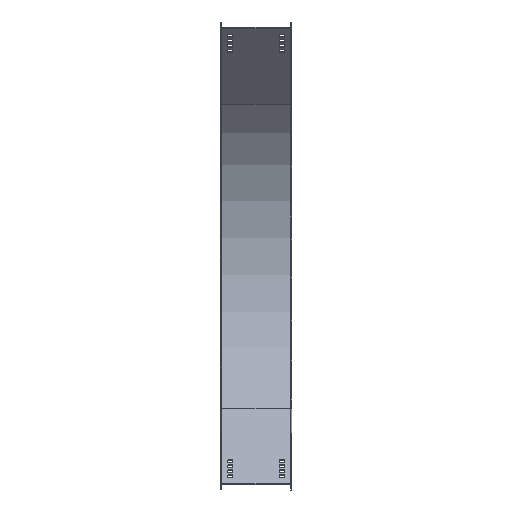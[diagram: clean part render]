
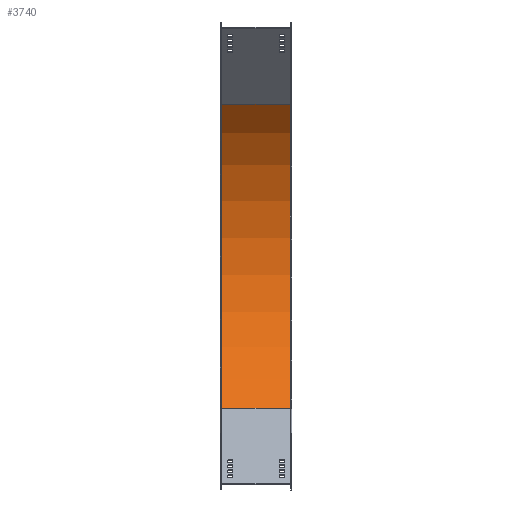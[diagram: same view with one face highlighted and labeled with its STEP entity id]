
A CAD part, top view. The second image highlights one B-rep face of the part: STEP entity #3740.
In plain terms, the highlighted cylindrical face has radius 500 mm (diameter 1000 mm), a partial arc.
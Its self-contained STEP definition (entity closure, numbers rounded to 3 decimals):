
#801=CARTESIAN_POINT('',(-182.75,-997.963,502.5));
#802=DIRECTION('',(-1.,0.,0.));
#803=DIRECTION('',(0.,1.,0.));
#804=AXIS2_PLACEMENT_3D('',#801,#802,#803);
#1183=CARTESIAN_POINT('',(-23.75,-997.963,502.5));
#1184=DIRECTION('',(-1.,0.,0.));
#1185=DIRECTION('',(0.,1.,0.));
#1186=AXIS2_PLACEMENT_3D('',#1183,#1184,#1185);
#1193=DIRECTION('',(-1.,0.,0.));
#1194=VECTOR('',#1193,159.);
#1195=CARTESIAN_POINT('',(-23.75,-497.963,502.5));
#1196=LINE('',#1195,#1194);
#1197=DIRECTION('',(1.,0.,0.));
#1198=VECTOR('',#1197,159.);
#1199=CARTESIAN_POINT('',(-182.75,-997.963,2.5));
#1200=LINE('',#1199,#1198);
#2475=CARTESIAN_POINT('',(-23.75,-497.963,502.5));
#2476=VERTEX_POINT('',#2475);
#2477=CARTESIAN_POINT('',(-182.75,-497.963,502.5));
#2478=VERTEX_POINT('',#2477);
#2613=CARTESIAN_POINT('',(-23.75,-997.963,2.5));
#2614=VERTEX_POINT('',#2613);
#2631=CARTESIAN_POINT('',(-182.75,-997.963,2.5));
#2632=VERTEX_POINT('',#2631);
#3729=CARTESIAN_POINT('',(-182.75,-997.963,502.5));
#3730=DIRECTION('',(-1.,0.,0.));
#3731=DIRECTION('',(0.,1.,0.));
#3732=AXIS2_PLACEMENT_3D('',#3729,#3730,#3731);
#3733=CYLINDRICAL_SURFACE('',#3732,500.);
#3734=ORIENTED_EDGE('',*,*,#3439,.F.);
#3735=ORIENTED_EDGE('',*,*,#3490,.F.);
#3736=ORIENTED_EDGE('',*,*,#3723,.T.);
#3737=ORIENTED_EDGE('',*,*,#3224,.F.);
#3738=EDGE_LOOP('',(#3734,#3735,#3736,#3737));
#3739=FACE_OUTER_BOUND('',#3738,.F.);
#3740=ADVANCED_FACE('',(#3739),#3733,.F.);
#805=CIRCLE('',#804,500.);
#1187=CIRCLE('',#1186,500.);
#3224=EDGE_CURVE('',#2632,#2614,#1200,.T.);
#3439=EDGE_CURVE('',#2478,#2632,#805,.T.);
#3490=EDGE_CURVE('',#2476,#2478,#1196,.T.);
#3723=EDGE_CURVE('',#2476,#2614,#1187,.T.);
